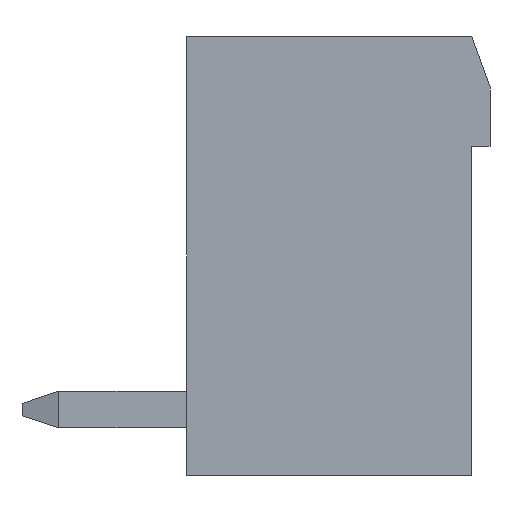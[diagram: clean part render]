
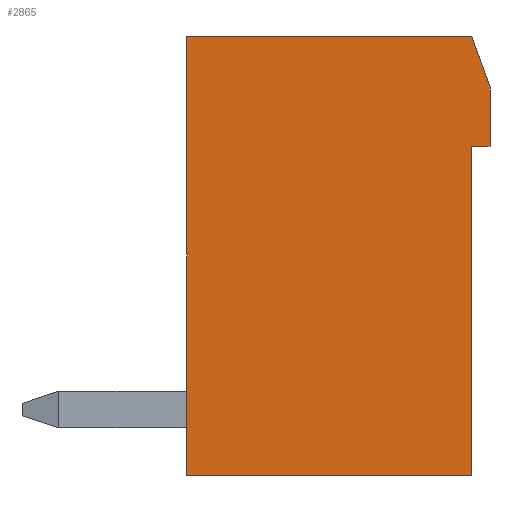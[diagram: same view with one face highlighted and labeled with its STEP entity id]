
A CAD part, front view. The second image highlights one B-rep face of the part: STEP entity #2865.
In plain terms, the highlighted planar face has unit normal (0, -1, 0).
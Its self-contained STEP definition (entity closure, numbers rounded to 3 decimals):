
#249=ORIENTED_EDGE('',*,*,#1006,.F.);
#250=ORIENTED_EDGE('',*,*,#977,.F.);
#251=ORIENTED_EDGE('',*,*,#923,.F.);
#252=ORIENTED_EDGE('',*,*,#1028,.F.);
#253=ORIENTED_EDGE('',*,*,#994,.F.);
#254=ORIENTED_EDGE('',*,*,#1029,.F.);
#255=ORIENTED_EDGE('',*,*,#1030,.F.);
#923=EDGE_CURVE('',#1334,#1331,#1596,.T.);
#977=EDGE_CURVE('',#1331,#1376,#1644,.T.);
#994=EDGE_CURVE('',#1391,#1392,#1659,.T.);
#1006=EDGE_CURVE('',#1376,#1401,#1671,.T.);
#1028=EDGE_CURVE('',#1392,#1334,#1693,.T.);
#1029=EDGE_CURVE('',#1415,#1391,#1694,.T.);
#1030=EDGE_CURVE('',#1401,#1415,#1695,.T.);
#1331=VERTEX_POINT('',#4059);
#1334=VERTEX_POINT('',#4064);
#1376=VERTEX_POINT('',#4171);
#1391=VERTEX_POINT('',#4210);
#1392=VERTEX_POINT('',#4212);
#1401=VERTEX_POINT('',#4237);
#1415=VERTEX_POINT('',#4283);
#1596=LINE('',#4065,#1951);
#1644=LINE('',#4174,#1999);
#1659=LINE('',#4211,#2014);
#1671=LINE('',#4236,#2026);
#1693=LINE('',#4281,#2048);
#1694=LINE('',#4282,#2049);
#1695=LINE('',#4284,#2050);
#1951=VECTOR('',#3252,1000.);
#1999=VECTOR('',#3336,1000.);
#2014=VECTOR('',#3367,1000.);
#2026=VECTOR('',#3387,1000.);
#2048=VECTOR('',#3427,1000.);
#2049=VECTOR('',#3428,1000.);
#2050=VECTOR('',#3429,1000.);
#2336=EDGE_LOOP('',(#249,#250,#251,#252,#253,#254,#255));
#2527=FACE_BOUND('',#2336,.T.);
#2713=PLANE('',#3057);
#2865=ADVANCED_FACE('',(#2527),#2713,.F.);
#3057=AXIS2_PLACEMENT_3D('',#4280,#3425,#3426);
#3252=DIRECTION('',(-1.,0.,0.));
#3336=DIRECTION('',(0.,0.,-1.));
#3367=DIRECTION('',(0.342,0.,-0.94));
#3387=DIRECTION('',(-1.,0.,0.));
#3425=DIRECTION('',(0.,1.,0.));
#3426=DIRECTION('',(0.,0.,1.));
#3427=DIRECTION('',(0.,0.,-1.));
#3428=DIRECTION('',(1.,0.,0.));
#3429=DIRECTION('',(0.,0.,1.));
#4059=CARTESIAN_POINT('',(4.,-9.,9.));
#4064=CARTESIAN_POINT('',(4.5,-9.,9.));
#4065=CARTESIAN_POINT('',(4.5,-9.,9.));
#4171=CARTESIAN_POINT('',(4.,-9.,0.));
#4174=CARTESIAN_POINT('',(4.,-9.,9.));
#4210=CARTESIAN_POINT('',(3.999,-9.,12.));
#4211=CARTESIAN_POINT('',(3.999,-9.,12.));
#4212=CARTESIAN_POINT('',(4.5,-9.,10.623));
#4236=CARTESIAN_POINT('',(4.,-9.,0.));
#4237=CARTESIAN_POINT('',(-3.8,-9.,0.));
#4280=CARTESIAN_POINT('',(-3.8,-9.,0.));
#4281=CARTESIAN_POINT('',(4.5,-9.,10.623));
#4282=CARTESIAN_POINT('',(-3.8,-9.,12.));
#4283=CARTESIAN_POINT('',(-3.8,-9.,12.));
#4284=CARTESIAN_POINT('',(-3.8,-9.,0.));
